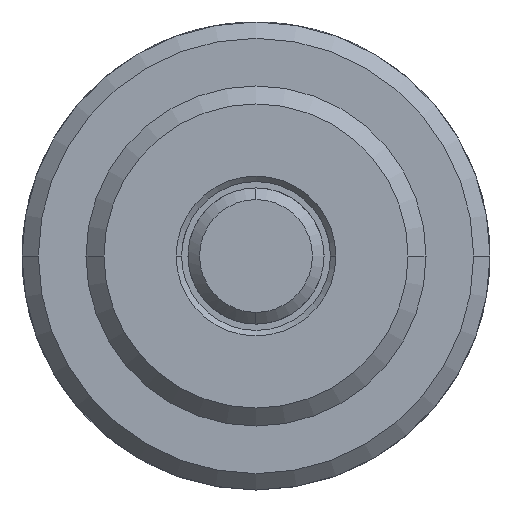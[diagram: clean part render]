
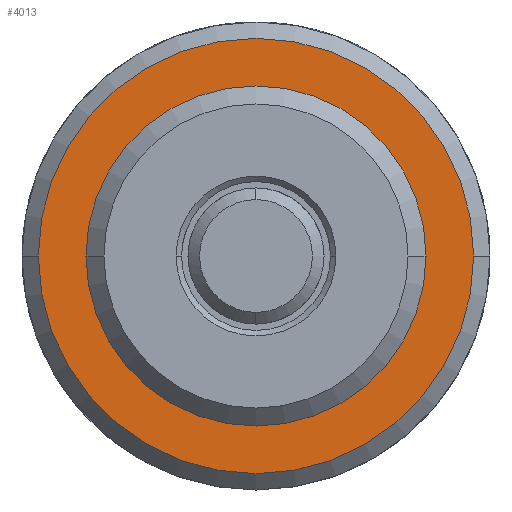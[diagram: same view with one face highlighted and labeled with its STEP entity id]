
A CAD part, left-side view. The second image highlights one B-rep face of the part: STEP entity #4013.
In plain terms, the highlighted planar face has unit normal (-1, 0, 0).
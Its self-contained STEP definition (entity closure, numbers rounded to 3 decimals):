
#8 = AXIS2_PLACEMENT_3D ( 'NONE', #2312, #1076, #1298 ) ;
#9 = DIRECTION ( 'NONE',  ( 0., 0., -1. ) ) ;
#38 = ORIENTED_EDGE ( 'NONE', *, *, #3130, .T. ) ;
#292 = FACE_BOUND ( 'NONE', #3365, .T. ) ;
#396 = ORIENTED_EDGE ( 'NONE', *, *, #3484, .F. ) ;
#445 = VERTEX_POINT ( 'NONE', #3925 ) ;
#472 = DIRECTION ( 'NONE',  ( 0., 0., -1. ) ) ;
#595 = CARTESIAN_POINT ( 'NONE',  ( 12.7, 0., 7.906 ) ) ;
#636 = AXIS2_PLACEMENT_3D ( 'NONE', #3735, #2501, #9 ) ;
#674 = CARTESIAN_POINT ( 'NONE',  ( 12.7, 0., 0. ) ) ;
#829 = CIRCLE ( 'NONE', #2588, 7.906 ) ;
#1076 = DIRECTION ( 'NONE',  ( 1., 0., 0. ) ) ;
#1261 = CARTESIAN_POINT ( 'NONE',  ( 12.7, 0., 0. ) ) ;
#1298 = DIRECTION ( 'NONE',  ( 0., 0., -1. ) ) ;
#1560 = PLANE ( 'NONE',  #2192 ) ;
#1586 = VERTEX_POINT ( 'NONE', #3501 ) ;
#1671 = AXIS2_PLACEMENT_3D ( 'NONE', #2000, #3266, #472 ) ;
#1742 = CIRCLE ( 'NONE', #8, 7.906 ) ;
#1982 = ORIENTED_EDGE ( 'NONE', *, *, #3673, .F. ) ;
#2000 = CARTESIAN_POINT ( 'NONE',  ( 12.7, 0., 0. ) ) ;
#2192 = AXIS2_PLACEMENT_3D ( 'NONE', #1261, #2497, #3149 ) ;
#2312 = CARTESIAN_POINT ( 'NONE',  ( 12.7, 0., 0. ) ) ;
#2497 = DIRECTION ( 'NONE',  ( 1., 0., 0. ) ) ;
#2501 = DIRECTION ( 'NONE',  ( 1., 0., 0. ) ) ;
#2588 = AXIS2_PLACEMENT_3D ( 'NONE', #674, #3770, #3393 ) ;
#3081 = FACE_OUTER_BOUND ( 'NONE', #3700, .T. ) ;
#3130 = EDGE_CURVE ( 'NONE', #4004, #445, #1742, .T. ) ;
#3149 = DIRECTION ( 'NONE',  ( 0., 0., -1. ) ) ;
#3266 = DIRECTION ( 'NONE',  ( 1., 0., 0. ) ) ;
#3365 = EDGE_LOOP ( 'NONE', ( #3492, #38 ) ) ;
#3393 = DIRECTION ( 'NONE',  ( 0., 0., -1. ) ) ;
#3443 = CIRCLE ( 'NONE', #636, 10.16 ) ;
#3484 = EDGE_CURVE ( 'NONE', #1586, #4023, #3443, .T. ) ;
#3492 = ORIENTED_EDGE ( 'NONE', *, *, #3956, .T. ) ;
#3501 = CARTESIAN_POINT ( 'NONE',  ( 12.7, 0., -10.16 ) ) ;
#3563 = CARTESIAN_POINT ( 'NONE',  ( 12.7, 0., 10.16 ) ) ;
#3673 = EDGE_CURVE ( 'NONE', #4023, #1586, #3953, .T. ) ;
#3700 = EDGE_LOOP ( 'NONE', ( #1982, #396 ) ) ;
#3735 = CARTESIAN_POINT ( 'NONE',  ( 12.7, 0., 0. ) ) ;
#3770 = DIRECTION ( 'NONE',  ( 1., 0., 0. ) ) ;
#3925 = CARTESIAN_POINT ( 'NONE',  ( 12.7, 0., -7.906 ) ) ;
#3953 = CIRCLE ( 'NONE', #1671, 10.16 ) ;
#3956 = EDGE_CURVE ( 'NONE', #445, #4004, #829, .T. ) ;
#4004 = VERTEX_POINT ( 'NONE', #595 ) ;
#4013 = ADVANCED_FACE ( 'NONE', ( #3081, #292 ), #1560, .F. ) ;
#4023 = VERTEX_POINT ( 'NONE', #3563 ) ;
